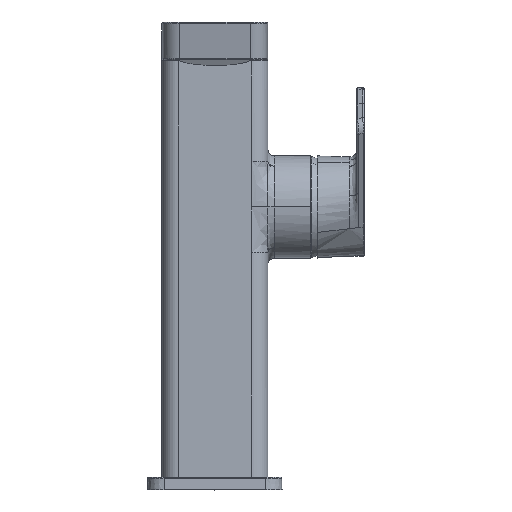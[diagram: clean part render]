
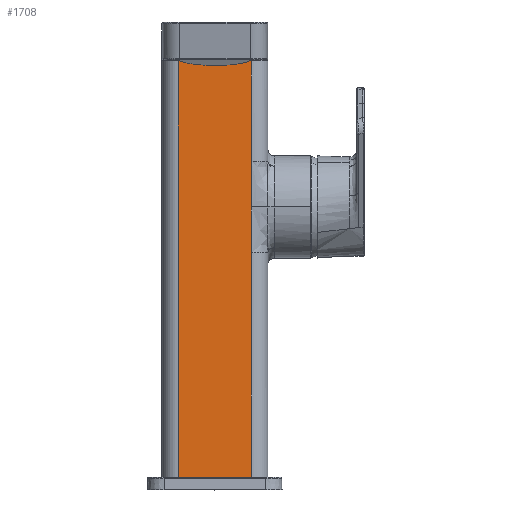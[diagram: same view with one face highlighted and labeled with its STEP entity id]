
A CAD part, top view. The second image highlights one B-rep face of the part: STEP entity #1708.
In plain terms, the highlighted planar face has unit normal (0, 0, 1).
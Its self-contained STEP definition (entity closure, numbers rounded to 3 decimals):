
#143 = CARTESIAN_POINT ( 'NONE',  ( 14.5, 82.5, 21. ) ) ;
#162 = EDGE_CURVE ( 'NONE', #169, #4937, #4222, .T. ) ;
#169 = VERTEX_POINT ( 'NONE', #3607 ) ;
#295 = CARTESIAN_POINT ( 'NONE',  ( 14.5, 97.938, 21. ) ) ;
#583 = CARTESIAN_POINT ( 'NONE',  ( -21., 82.5, 21. ) ) ;
#1044 = DIRECTION ( 'NONE',  ( 0., 1., 0. ) ) ;
#1207 = AXIS2_PLACEMENT_3D ( 'NONE', #583, #9487, #1407 ) ;
#1407 = DIRECTION ( 'NONE',  ( 0., 1., 0. ) ) ;
#1576 = EDGE_CURVE ( 'NONE', #1991, #1771, #4911, .T. ) ;
#1597 = DIRECTION ( 'NONE',  ( 0., -1., 0. ) ) ;
#1708 = ADVANCED_FACE ( 'NONE', ( #9536 ), #7989, .F. ) ;
#1771 = VERTEX_POINT ( 'NONE', #6521 ) ;
#1888 = ORIENTED_EDGE ( 'NONE', *, *, #1576, .T. ) ;
#1981 = VERTEX_POINT ( 'NONE', #5995 ) ;
#1991 = VERTEX_POINT ( 'NONE', #3869 ) ;
#2521 = VECTOR ( 'NONE', #6464, 1000. ) ;
#2591 = CARTESIAN_POINT ( 'NONE',  ( 14.5, 116.061, 21. ) ) ;
#2846 = VECTOR ( 'NONE', #5459, 1000. ) ;
#2935 = LINE ( 'NONE', #143, #9155 ) ;
#3200 = LINE ( 'NONE', #6311, #2846 ) ;
#3338 = CARTESIAN_POINT ( 'NONE',  ( -14.5, 82.5, 21. ) ) ;
#3582 = ORIENTED_EDGE ( 'NONE', *, *, #8648, .T. ) ;
#3607 = CARTESIAN_POINT ( 'NONE',  ( 14.5, 0., 21. ) ) ;
#3642 = VECTOR ( 'NONE', #5531, 1000. ) ;
#3869 = CARTESIAN_POINT ( 'NONE',  ( 14.5, 107., 21. ) ) ;
#3962 = EDGE_CURVE ( 'NONE', #7479, #4937, #8950, .T. ) ;
#3988 = VECTOR ( 'NONE', #1044, 1000. ) ;
#4222 = LINE ( 'NONE', #4281, #2521 ) ;
#4240 = EDGE_CURVE ( 'NONE', #1981, #1991, #7897, .T. ) ;
#4281 = CARTESIAN_POINT ( 'NONE',  ( 0., 0., 21. ) ) ;
#4692 = EDGE_CURVE ( 'NONE', #4973, #7479, #3200, .T. ) ;
#4733 = ORIENTED_EDGE ( 'NONE', *, *, #3962, .T. ) ;
#4911 = LINE ( 'NONE', #2591, #3642 ) ;
#4937 = VERTEX_POINT ( 'NONE', #8087 ) ;
#4973 = VERTEX_POINT ( 'NONE', #8221 ) ;
#5459 = DIRECTION ( 'NONE',  ( -1., 0., 0. ) ) ;
#5531 = DIRECTION ( 'NONE',  ( 0., 1., 0. ) ) ;
#5601 = VECTOR ( 'NONE', #1597, 1000. ) ;
#5729 = EDGE_CURVE ( 'NONE', #1771, #4973, #6864, .T. ) ;
#5869 = ORIENTED_EDGE ( 'NONE', *, *, #4240, .T. ) ;
#5995 = CARTESIAN_POINT ( 'NONE',  ( 14.5, 88.875, 21. ) ) ;
#6277 = DIRECTION ( 'NONE',  ( 0., 1., 0. ) ) ;
#6311 = CARTESIAN_POINT ( 'NONE',  ( -21., 164.8, 21. ) ) ;
#6464 = DIRECTION ( 'NONE',  ( -1., 0., 0. ) ) ;
#6521 = CARTESIAN_POINT ( 'NONE',  ( 14.5, 125.122, 21. ) ) ;
#6864 = LINE ( 'NONE', #8463, #7092 ) ;
#7092 = VECTOR ( 'NONE', #6277, 1000. ) ;
#7479 = VERTEX_POINT ( 'NONE', #8868 ) ;
#7497 = ORIENTED_EDGE ( 'NONE', *, *, #5729, .T. ) ;
#7897 = LINE ( 'NONE', #295, #3988 ) ;
#7989 = PLANE ( 'NONE',  #1207 ) ;
#8087 = CARTESIAN_POINT ( 'NONE',  ( -14.5, 0., 21. ) ) ;
#8202 = EDGE_LOOP ( 'NONE', ( #7497, #8546, #4733, #8441, #3582, #5869, #1888 ) ) ;
#8221 = CARTESIAN_POINT ( 'NONE',  ( 14.5, 164.8, 21. ) ) ;
#8338 = DIRECTION ( 'NONE',  ( 0., 1., 0. ) ) ;
#8441 = ORIENTED_EDGE ( 'NONE', *, *, #162, .F. ) ;
#8463 = CARTESIAN_POINT ( 'NONE',  ( 14.5, 82.5, 21. ) ) ;
#8546 = ORIENTED_EDGE ( 'NONE', *, *, #4692, .T. ) ;
#8648 = EDGE_CURVE ( 'NONE', #169, #1981, #2935, .T. ) ;
#8868 = CARTESIAN_POINT ( 'NONE',  ( -14.5, 164.8, 21. ) ) ;
#8950 = LINE ( 'NONE', #3338, #5601 ) ;
#9155 = VECTOR ( 'NONE', #8338, 1000. ) ;
#9487 = DIRECTION ( 'NONE',  ( 0., 0., -1. ) ) ;
#9536 = FACE_OUTER_BOUND ( 'NONE', #8202, .T. ) ;
